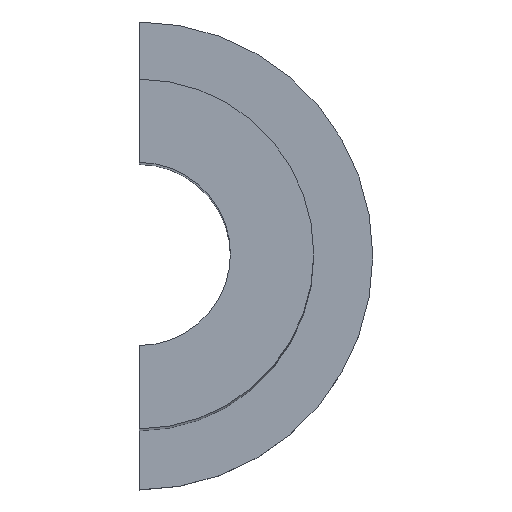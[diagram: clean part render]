
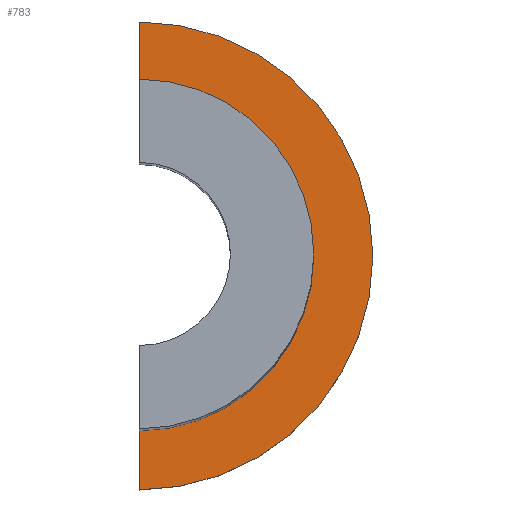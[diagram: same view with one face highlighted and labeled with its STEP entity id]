
A CAD part, top view. The second image highlights one B-rep face of the part: STEP entity #783.
In plain terms, the highlighted planar face has unit normal (0, 0, 1).
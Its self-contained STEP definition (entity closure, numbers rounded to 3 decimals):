
#97 = PLANE('',#98);
#98 = AXIS2_PLACEMENT_3D('',#99,#100,#101);
#99 = CARTESIAN_POINT('',(0.01,0.,40.));
#100 = DIRECTION('',(1.,0.,0.));
#101 = DIRECTION('',(0.,0.,1.));
#181 = PLANE('',#182);
#182 = AXIS2_PLACEMENT_3D('',#183,#184,#185);
#183 = CARTESIAN_POINT('',(0.01,0.,40.));
#184 = DIRECTION('',(1.,0.,0.));
#185 = DIRECTION('',(0.,0.,1.));
#219 = CYLINDRICAL_SURFACE('',#220,7.92);
#220 = AXIS2_PLACEMENT_3D('',#221,#222,#223);
#221 = CARTESIAN_POINT('',(0.,0.,10.));
#222 = DIRECTION('',(0.,0.,-1.));
#223 = DIRECTION('',(1.,0.,0.));
#252 = CYLINDRICAL_SURFACE('',#253,7.92);
#253 = AXIS2_PLACEMENT_3D('',#254,#255,#256);
#254 = CARTESIAN_POINT('',(0.,0.,10.));
#255 = DIRECTION('',(0.,0.,-1.));
#256 = DIRECTION('',(1.,0.,0.));
#393 = VERTEX_POINT('',#394);
#394 = CARTESIAN_POINT('',(0.01,-5.92,12.));
#408 = CYLINDRICAL_SURFACE('',#409,5.92);
#409 = AXIS2_PLACEMENT_3D('',#410,#411,#412);
#410 = CARTESIAN_POINT('',(0.,0.,10.));
#411 = DIRECTION('',(-0.,-0.,-1.));
#412 = DIRECTION('',(1.,0.,0.));
#420 = EDGE_CURVE('',#421,#393,#423,.T.);
#421 = VERTEX_POINT('',#422);
#422 = CARTESIAN_POINT('',(0.01,-7.92,12.));
#423 = SURFACE_CURVE('',#424,(#428,#435),.PCURVE_S1.);
#424 = LINE('',#425,#426);
#425 = CARTESIAN_POINT('',(0.01,0.,12.));
#426 = VECTOR('',#427,1.);
#427 = DIRECTION('',(0.,1.,0.));
#428 = PCURVE('',#181,#429);
#429 = DEFINITIONAL_REPRESENTATION('',(#430),#434);
#430 = LINE('',#431,#432);
#431 = CARTESIAN_POINT('',(-28.,0.));
#432 = VECTOR('',#433,1.);
#433 = DIRECTION('',(0.,-1.));
#434 = ( GEOMETRIC_REPRESENTATION_CONTEXT(2) 
PARAMETRIC_REPRESENTATION_CONTEXT() REPRESENTATION_CONTEXT('2D SPACE',''
  ) );
#435 = PCURVE('',#436,#441);
#436 = PLANE('',#437);
#437 = AXIS2_PLACEMENT_3D('',#438,#439,#440);
#438 = CARTESIAN_POINT('',(0.,0.,12.));
#439 = DIRECTION('',(0.,0.,1.));
#440 = DIRECTION('',(0.,1.,0.));
#441 = DEFINITIONAL_REPRESENTATION('',(#442),#446);
#442 = LINE('',#443,#444);
#443 = CARTESIAN_POINT('',(0.,-0.01));
#444 = VECTOR('',#445,1.);
#445 = DIRECTION('',(1.,0.));
#446 = ( GEOMETRIC_REPRESENTATION_CONTEXT(2) 
PARAMETRIC_REPRESENTATION_CONTEXT() REPRESENTATION_CONTEXT('2D SPACE',''
  ) );
#581 = VERTEX_POINT('',#582);
#582 = CARTESIAN_POINT('',(0.01,7.92,12.));
#603 = EDGE_CURVE('',#604,#581,#606,.T.);
#604 = VERTEX_POINT('',#605);
#605 = CARTESIAN_POINT('',(0.01,5.92,12.));
#606 = SURFACE_CURVE('',#607,(#611,#618),.PCURVE_S1.);
#607 = LINE('',#608,#609);
#608 = CARTESIAN_POINT('',(0.01,0.,12.));
#609 = VECTOR('',#610,1.);
#610 = DIRECTION('',(0.,1.,0.));
#611 = PCURVE('',#97,#612);
#612 = DEFINITIONAL_REPRESENTATION('',(#613),#617);
#613 = LINE('',#614,#615);
#614 = CARTESIAN_POINT('',(-28.,0.));
#615 = VECTOR('',#616,1.);
#616 = DIRECTION('',(0.,-1.));
#617 = ( GEOMETRIC_REPRESENTATION_CONTEXT(2) 
PARAMETRIC_REPRESENTATION_CONTEXT() REPRESENTATION_CONTEXT('2D SPACE',''
  ) );
#618 = PCURVE('',#436,#619);
#619 = DEFINITIONAL_REPRESENTATION('',(#620),#624);
#620 = LINE('',#621,#622);
#621 = CARTESIAN_POINT('',(0.,-0.01));
#622 = VECTOR('',#623,1.);
#623 = DIRECTION('',(1.,0.));
#624 = ( GEOMETRIC_REPRESENTATION_CONTEXT(2) 
PARAMETRIC_REPRESENTATION_CONTEXT() REPRESENTATION_CONTEXT('2D SPACE',''
  ) );
#642 = CYLINDRICAL_SURFACE('',#643,5.92);
#643 = AXIS2_PLACEMENT_3D('',#644,#645,#646);
#644 = CARTESIAN_POINT('',(0.,0.,10.));
#645 = DIRECTION('',(-0.,-0.,-1.));
#646 = DIRECTION('',(1.,0.,0.));
#703 = VERTEX_POINT('',#704);
#704 = CARTESIAN_POINT('',(7.92,0.,12.));
#725 = EDGE_CURVE('',#703,#421,#726,.T.);
#726 = SURFACE_CURVE('',#727,(#732,#739),.PCURVE_S1.);
#727 = CIRCLE('',#728,7.92);
#728 = AXIS2_PLACEMENT_3D('',#729,#730,#731);
#729 = CARTESIAN_POINT('',(0.,0.,12.));
#730 = DIRECTION('',(0.,0.,-1.));
#731 = DIRECTION('',(1.,0.,0.));
#732 = PCURVE('',#219,#733);
#733 = DEFINITIONAL_REPRESENTATION('',(#734),#738);
#734 = LINE('',#735,#736);
#735 = CARTESIAN_POINT('',(0.,-2.));
#736 = VECTOR('',#737,1.);
#737 = DIRECTION('',(1.,0.));
#738 = ( GEOMETRIC_REPRESENTATION_CONTEXT(2) 
PARAMETRIC_REPRESENTATION_CONTEXT() REPRESENTATION_CONTEXT('2D SPACE',''
  ) );
#739 = PCURVE('',#436,#740);
#740 = DEFINITIONAL_REPRESENTATION('',(#741),#749);
#741 = ( BOUNDED_CURVE() B_SPLINE_CURVE(2,(#742,#743,#744,#745,#746,#747
,#748),.UNSPECIFIED.,.T.,.F.) B_SPLINE_CURVE_WITH_KNOTS((1,2,2,2,2,1),(
    -2.094,0.,2.094,4.189,6.283,
8.378),.UNSPECIFIED.) CURVE() GEOMETRIC_REPRESENTATION_ITEM() 
RATIONAL_B_SPLINE_CURVE((1.,0.5,1.,0.5,1.,0.5,1.)) REPRESENTATION_ITEM(
  '') );
#742 = CARTESIAN_POINT('',(0.,-7.92));
#743 = CARTESIAN_POINT('',(-13.718,-7.92));
#744 = CARTESIAN_POINT('',(-6.859,3.96));
#745 = CARTESIAN_POINT('',(0.,15.84));
#746 = CARTESIAN_POINT('',(6.859,3.96));
#747 = CARTESIAN_POINT('',(13.718,-7.92));
#748 = CARTESIAN_POINT('',(0.,-7.92));
#749 = ( GEOMETRIC_REPRESENTATION_CONTEXT(2) 
PARAMETRIC_REPRESENTATION_CONTEXT() REPRESENTATION_CONTEXT('2D SPACE',''
  ) );
#758 = EDGE_CURVE('',#581,#703,#759,.T.);
#759 = SURFACE_CURVE('',#760,(#765,#772),.PCURVE_S1.);
#760 = CIRCLE('',#761,7.92);
#761 = AXIS2_PLACEMENT_3D('',#762,#763,#764);
#762 = CARTESIAN_POINT('',(0.,0.,12.));
#763 = DIRECTION('',(0.,0.,-1.));
#764 = DIRECTION('',(1.,0.,0.));
#765 = PCURVE('',#252,#766);
#766 = DEFINITIONAL_REPRESENTATION('',(#767),#771);
#767 = LINE('',#768,#769);
#768 = CARTESIAN_POINT('',(0.,-2.));
#769 = VECTOR('',#770,1.);
#770 = DIRECTION('',(1.,0.));
#771 = ( GEOMETRIC_REPRESENTATION_CONTEXT(2) 
PARAMETRIC_REPRESENTATION_CONTEXT() REPRESENTATION_CONTEXT('2D SPACE',''
  ) );
#772 = PCURVE('',#436,#773);
#773 = DEFINITIONAL_REPRESENTATION('',(#774),#782);
#774 = ( BOUNDED_CURVE() B_SPLINE_CURVE(2,(#775,#776,#777,#778,#779,#780
,#781),.UNSPECIFIED.,.T.,.F.) B_SPLINE_CURVE_WITH_KNOTS((1,2,2,2,2,1),(
    -2.094,0.,2.094,4.189,6.283,
8.378),.UNSPECIFIED.) CURVE() GEOMETRIC_REPRESENTATION_ITEM() 
RATIONAL_B_SPLINE_CURVE((1.,0.5,1.,0.5,1.,0.5,1.)) REPRESENTATION_ITEM(
  '') );
#775 = CARTESIAN_POINT('',(0.,-7.92));
#776 = CARTESIAN_POINT('',(-13.718,-7.92));
#777 = CARTESIAN_POINT('',(-6.859,3.96));
#778 = CARTESIAN_POINT('',(0.,15.84));
#779 = CARTESIAN_POINT('',(6.859,3.96));
#780 = CARTESIAN_POINT('',(13.718,-7.92));
#781 = CARTESIAN_POINT('',(0.,-7.92));
#782 = ( GEOMETRIC_REPRESENTATION_CONTEXT(2) 
PARAMETRIC_REPRESENTATION_CONTEXT() REPRESENTATION_CONTEXT('2D SPACE',''
  ) );
#783 = ADVANCED_FACE('',(#784),#436,.T.);
#784 = FACE_BOUND('',#785,.T.);
#785 = EDGE_LOOP('',(#786,#787,#788,#789,#817,#843));
#786 = ORIENTED_EDGE('',*,*,#725,.F.);
#787 = ORIENTED_EDGE('',*,*,#758,.F.);
#788 = ORIENTED_EDGE('',*,*,#603,.F.);
#789 = ORIENTED_EDGE('',*,*,#790,.T.);
#790 = EDGE_CURVE('',#604,#791,#793,.T.);
#791 = VERTEX_POINT('',#792);
#792 = CARTESIAN_POINT('',(5.92,0.,12.));
#793 = SURFACE_CURVE('',#794,(#799,#810),.PCURVE_S1.);
#794 = CIRCLE('',#795,5.92);
#795 = AXIS2_PLACEMENT_3D('',#796,#797,#798);
#796 = CARTESIAN_POINT('',(0.,0.,12.));
#797 = DIRECTION('',(0.,0.,-1.));
#798 = DIRECTION('',(1.,0.,0.));
#799 = PCURVE('',#436,#800);
#800 = DEFINITIONAL_REPRESENTATION('',(#801),#809);
#801 = ( BOUNDED_CURVE() B_SPLINE_CURVE(2,(#802,#803,#804,#805,#806,#807
,#808),.UNSPECIFIED.,.T.,.F.) B_SPLINE_CURVE_WITH_KNOTS((1,2,2,2,2,1),(
    -2.094,0.,2.094,4.189,6.283,
8.378),.UNSPECIFIED.) CURVE() GEOMETRIC_REPRESENTATION_ITEM() 
RATIONAL_B_SPLINE_CURVE((1.,0.5,1.,0.5,1.,0.5,1.)) REPRESENTATION_ITEM(
  '') );
#802 = CARTESIAN_POINT('',(0.,-5.92));
#803 = CARTESIAN_POINT('',(-10.254,-5.92));
#804 = CARTESIAN_POINT('',(-5.127,2.96));
#805 = CARTESIAN_POINT('',(0.,11.84));
#806 = CARTESIAN_POINT('',(5.127,2.96));
#807 = CARTESIAN_POINT('',(10.254,-5.92));
#808 = CARTESIAN_POINT('',(0.,-5.92));
#809 = ( GEOMETRIC_REPRESENTATION_CONTEXT(2) 
PARAMETRIC_REPRESENTATION_CONTEXT() REPRESENTATION_CONTEXT('2D SPACE',''
  ) );
#810 = PCURVE('',#642,#811);
#811 = DEFINITIONAL_REPRESENTATION('',(#812),#816);
#812 = LINE('',#813,#814);
#813 = CARTESIAN_POINT('',(-6.283,-2.));
#814 = VECTOR('',#815,1.);
#815 = DIRECTION('',(1.,-0.));
#816 = ( GEOMETRIC_REPRESENTATION_CONTEXT(2) 
PARAMETRIC_REPRESENTATION_CONTEXT() REPRESENTATION_CONTEXT('2D SPACE',''
  ) );
#817 = ORIENTED_EDGE('',*,*,#818,.T.);
#818 = EDGE_CURVE('',#791,#393,#819,.T.);
#819 = SURFACE_CURVE('',#820,(#825,#836),.PCURVE_S1.);
#820 = CIRCLE('',#821,5.92);
#821 = AXIS2_PLACEMENT_3D('',#822,#823,#824);
#822 = CARTESIAN_POINT('',(0.,0.,12.));
#823 = DIRECTION('',(0.,0.,-1.));
#824 = DIRECTION('',(1.,0.,0.));
#825 = PCURVE('',#436,#826);
#826 = DEFINITIONAL_REPRESENTATION('',(#827),#835);
#827 = ( BOUNDED_CURVE() B_SPLINE_CURVE(2,(#828,#829,#830,#831,#832,#833
,#834),.UNSPECIFIED.,.T.,.F.) B_SPLINE_CURVE_WITH_KNOTS((1,2,2,2,2,1),(
    -2.094,0.,2.094,4.189,6.283,
8.378),.UNSPECIFIED.) CURVE() GEOMETRIC_REPRESENTATION_ITEM() 
RATIONAL_B_SPLINE_CURVE((1.,0.5,1.,0.5,1.,0.5,1.)) REPRESENTATION_ITEM(
  '') );
#828 = CARTESIAN_POINT('',(0.,-5.92));
#829 = CARTESIAN_POINT('',(-10.254,-5.92));
#830 = CARTESIAN_POINT('',(-5.127,2.96));
#831 = CARTESIAN_POINT('',(0.,11.84));
#832 = CARTESIAN_POINT('',(5.127,2.96));
#833 = CARTESIAN_POINT('',(10.254,-5.92));
#834 = CARTESIAN_POINT('',(0.,-5.92));
#835 = ( GEOMETRIC_REPRESENTATION_CONTEXT(2) 
PARAMETRIC_REPRESENTATION_CONTEXT() REPRESENTATION_CONTEXT('2D SPACE',''
  ) );
#836 = PCURVE('',#408,#837);
#837 = DEFINITIONAL_REPRESENTATION('',(#838),#842);
#838 = LINE('',#839,#840);
#839 = CARTESIAN_POINT('',(-6.283,-2.));
#840 = VECTOR('',#841,1.);
#841 = DIRECTION('',(1.,-0.));
#842 = ( GEOMETRIC_REPRESENTATION_CONTEXT(2) 
PARAMETRIC_REPRESENTATION_CONTEXT() REPRESENTATION_CONTEXT('2D SPACE',''
  ) );
#843 = ORIENTED_EDGE('',*,*,#420,.F.);
